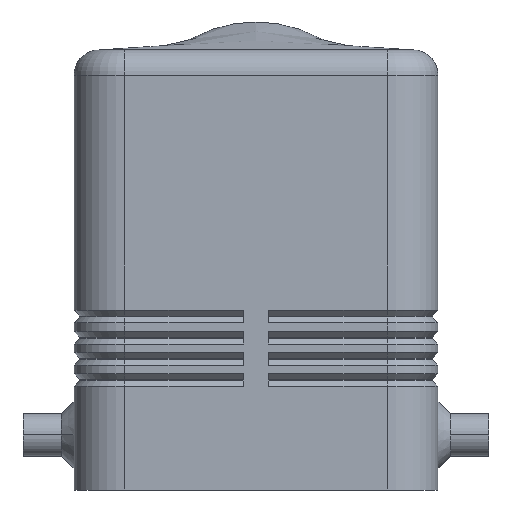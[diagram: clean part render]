
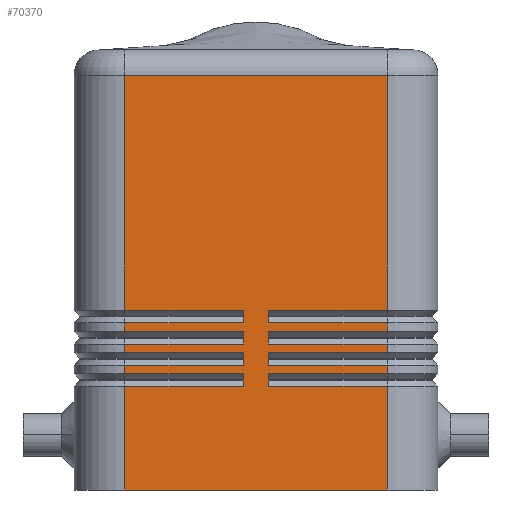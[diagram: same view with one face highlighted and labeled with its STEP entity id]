
A CAD part, left-side view. The second image highlights one B-rep face of the part: STEP entity #70370.
In plain terms, the highlighted planar face has unit normal (-1, 0, 0).
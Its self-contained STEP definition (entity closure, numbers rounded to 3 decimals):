
#1530=CARTESIAN_POINT('',(-36.5,-15.5,13.75));
#1540=VERTEX_POINT('',#1530);
#1960=CARTESIAN_POINT('',(-36.5,-15.5,12.25));
#1970=DIRECTION('',(0.,0.,-1.));
#1980=VECTOR('',#1970,1.);
#1990=LINE('',#1960,#1980);
#2000=CARTESIAN_POINT('',(-36.5,-15.5,12.25));
#2010=VERTEX_POINT('',#2000);
#2020=CARTESIAN_POINT('',(-36.5,-15.5,0.));
#2030=VERTEX_POINT('',#2020);
#2040=EDGE_CURVE('',#2010,#2030,#1990,.T.);
#4900=CARTESIAN_POINT('',(-36.5,-15.5,16.25));
#4910=VERTEX_POINT('',#4900);
#5350=CARTESIAN_POINT('',(-36.5,-15.5,14.75));
#5360=DIRECTION('',(0.,0.,-1.));
#5370=VECTOR('',#5360,1.);
#5380=LINE('',#5350,#5370);
#5390=CARTESIAN_POINT('',(-36.5,-15.5,14.75));
#5400=VERTEX_POINT('',#5390);
#5410=EDGE_CURVE('',#5400,#1540,#5380,.T.);
#7440=CARTESIAN_POINT('',(-36.5,-15.5,18.75));
#7450=VERTEX_POINT('',#7440);
#7890=CARTESIAN_POINT('',(-36.5,-15.5,17.25));
#7900=DIRECTION('',(0.,0.,-1.));
#7910=VECTOR('',#7900,1.);
#7920=LINE('',#7890,#7910);
#7930=CARTESIAN_POINT('',(-36.5,-15.5,17.25));
#7940=VERTEX_POINT('',#7930);
#7950=EDGE_CURVE('',#7940,#4910,#7920,.T.);
#9450=CARTESIAN_POINT('',(-36.5,-15.5,49.));
#9460=DIRECTION('',(0.,0.,-1.));
#9470=VECTOR('',#9460,1.);
#9480=LINE('',#9450,#9470);
#9490=CARTESIAN_POINT('',(-36.5,-15.5,49.));
#9500=VERTEX_POINT('',#9490);
#9510=CARTESIAN_POINT('',(-36.5,-15.5,21.25));
#9520=VERTEX_POINT('',#9510);
#9530=EDGE_CURVE('',#9500,#9520,#9480,.T.);
#10720=CARTESIAN_POINT('',(-36.5,-15.5,19.75));
#10730=DIRECTION('',(0.,0.,-1.));
#10740=VECTOR('',#10730,1.);
#10750=LINE('',#10720,#10740);
#10760=CARTESIAN_POINT('',(-36.5,-15.5,19.75));
#10770=VERTEX_POINT('',#10760);
#10780=EDGE_CURVE('',#10770,#7450,#10750,.T.);
#12430=CARTESIAN_POINT('',(-36.5,15.5,13.75));
#12440=VERTEX_POINT('',#12430);
#13750=CARTESIAN_POINT('',(-36.5,15.5,0.));
#13760=DIRECTION('',(0.,0.,1.));
#13770=VECTOR('',#13760,1.);
#13780=LINE('',#13750,#13770);
#13790=CARTESIAN_POINT('',(-36.5,15.5,0.));
#13800=VERTEX_POINT('',#13790);
#13810=CARTESIAN_POINT('',(-36.5,15.5,12.25));
#13820=VERTEX_POINT('',#13810);
#13830=EDGE_CURVE('',#13800,#13820,#13780,.T.);
#16970=CARTESIAN_POINT('',(-36.5,15.5,18.75));
#16980=DIRECTION('',(0.,0.,1.));
#16990=VECTOR('',#16980,1.);
#17000=LINE('',#16970,#16990);
#17010=CARTESIAN_POINT('',(-36.5,15.5,18.75));
#17020=VERTEX_POINT('',#17010);
#17030=CARTESIAN_POINT('',(-36.5,15.5,19.75));
#17040=VERTEX_POINT('',#17030);
#17050=EDGE_CURVE('',#17020,#17040,#17000,.T.);
#17460=CARTESIAN_POINT('',(-36.5,15.5,21.25));
#17470=DIRECTION('',(0.,0.,1.));
#17480=VECTOR('',#17470,1.);
#17490=LINE('',#17460,#17480);
#17500=CARTESIAN_POINT('',(-36.5,15.5,21.25));
#17510=VERTEX_POINT('',#17500);
#17520=CARTESIAN_POINT('',(-36.5,15.5,49.));
#17530=VERTEX_POINT('',#17520);
#17540=EDGE_CURVE('',#17510,#17530,#17490,.T.);
#17950=CARTESIAN_POINT('',(-36.5,15.5,16.25));
#17960=DIRECTION('',(0.,0.,1.));
#17970=VECTOR('',#17960,1.);
#17980=LINE('',#17950,#17970);
#17990=CARTESIAN_POINT('',(-36.5,15.5,16.25));
#18000=VERTEX_POINT('',#17990);
#18010=CARTESIAN_POINT('',(-36.5,15.5,17.25));
#18020=VERTEX_POINT('',#18010);
#18030=EDGE_CURVE('',#18000,#18020,#17980,.T.);
#19220=CARTESIAN_POINT('',(-36.5,15.5,13.75));
#19230=DIRECTION('',(0.,0.,1.));
#19240=VECTOR('',#19230,1.);
#19250=LINE('',#19220,#19240);
#19260=CARTESIAN_POINT('',(-36.5,15.5,14.75));
#19270=VERTEX_POINT('',#19260);
#19280=EDGE_CURVE('',#12440,#19270,#19250,.T.);
#27270=CARTESIAN_POINT('',(-36.5,15.5,49.));
#27280=DIRECTION('',(0.,-1.,0.));
#27290=VECTOR('',#27280,1.);
#27300=LINE('',#27270,#27290);
#27310=EDGE_CURVE('',#17530,#9500,#27300,.T.);
#32570=CARTESIAN_POINT('',(-36.5,-1.5,12.25));
#32580=VERTEX_POINT('',#32570);
#32610=CARTESIAN_POINT('',(-36.5,-1.5,0.));
#32620=DIRECTION('',(-0.,-0.,-1.));
#32630=VECTOR('',#32620,1.);
#32640=LINE('',#32610,#32630);
#32650=CARTESIAN_POINT('',(-36.5,-1.5,13.75));
#32660=VERTEX_POINT('',#32650);
#32670=EDGE_CURVE('',#32660,#32580,#32640,.T.);
#58590=CARTESIAN_POINT('',(-36.5,1.5,19.75));
#58600=VERTEX_POINT('',#58590);
#58630=CARTESIAN_POINT('',(-36.5,0.,19.75));
#58640=DIRECTION('',(-0.,-1.,0.));
#58650=VECTOR('',#58640,1.);
#58660=LINE('',#58630,#58650);
#58670=EDGE_CURVE('',#17040,#58600,#58660,.T.);
#61790=CARTESIAN_POINT('',(-36.5,0.,21.25));
#61800=DIRECTION('',(0.,1.,0.));
#61810=VECTOR('',#61800,1.);
#61820=LINE('',#61790,#61810);
#61830=CARTESIAN_POINT('',(-36.5,1.5,21.25));
#61840=VERTEX_POINT('',#61830);
#61850=EDGE_CURVE('',#61840,#17510,#61820,.T.);
#62290=CARTESIAN_POINT('',(-36.5,1.5,17.25));
#62300=VERTEX_POINT('',#62290);
#62330=CARTESIAN_POINT('',(-36.5,0.,17.25));
#62340=DIRECTION('',(-0.,-1.,0.));
#62350=VECTOR('',#62340,1.);
#62360=LINE('',#62330,#62350);
#62370=EDGE_CURVE('',#18020,#62300,#62360,.T.);
#66000=CARTESIAN_POINT('',(-36.5,0.,18.75));
#66010=DIRECTION('',(0.,1.,0.));
#66020=VECTOR('',#66010,1.);
#66030=LINE('',#66000,#66020);
#66040=CARTESIAN_POINT('',(-36.5,1.5,18.75));
#66050=VERTEX_POINT('',#66040);
#66060=EDGE_CURVE('',#66050,#17020,#66030,.T.);
#66970=CARTESIAN_POINT('',(-36.5,1.5,14.75));
#66980=VERTEX_POINT('',#66970);
#67010=CARTESIAN_POINT('',(-36.5,0.,14.75));
#67020=DIRECTION('',(-0.,-1.,0.));
#67030=VECTOR('',#67020,1.);
#67040=LINE('',#67010,#67030);
#67050=EDGE_CURVE('',#19270,#66980,#67040,.T.);
#68810=CARTESIAN_POINT('',(-36.5,-18.6,-4.9));
#68820=DIRECTION('',(-1.,0.,0.));
#68830=DIRECTION('',(0.,1.,0.));
#68840=AXIS2_PLACEMENT_3D('',#68810,#68820,#68830);
#68850=PLANE('',#68840);
#68860=ORIENTED_EDGE('',*,*,#9530,.F.);
#68870=CARTESIAN_POINT('',(-36.5,0.,21.25));
#68880=DIRECTION('',(-0.,1.,0.));
#68890=VECTOR('',#68880,1.);
#68900=LINE('',#68870,#68890);
#68910=CARTESIAN_POINT('',(-36.5,-1.5,21.25));
#68920=VERTEX_POINT('',#68910);
#68930=EDGE_CURVE('',#9520,#68920,#68900,.T.);
#68940=ORIENTED_EDGE('',*,*,#68930,.F.);
#68950=CARTESIAN_POINT('',(-36.5,-1.5,0.));
#68960=DIRECTION('',(-0.,-0.,-1.));
#68970=VECTOR('',#68960,1.);
#68980=LINE('',#68950,#68970);
#68990=CARTESIAN_POINT('',(-36.5,-1.5,19.75));
#69000=VERTEX_POINT('',#68990);
#69010=EDGE_CURVE('',#68920,#69000,#68980,.T.);
#69020=ORIENTED_EDGE('',*,*,#69010,.F.);
#69030=CARTESIAN_POINT('',(-36.5,0.,19.75));
#69040=DIRECTION('',(-0.,-1.,0.));
#69050=VECTOR('',#69040,1.);
#69060=LINE('',#69030,#69050);
#69070=EDGE_CURVE('',#69000,#10770,#69060,.T.);
#69080=ORIENTED_EDGE('',*,*,#69070,.F.);
#69090=ORIENTED_EDGE('',*,*,#10780,.F.);
#69100=CARTESIAN_POINT('',(-36.5,0.,18.75));
#69110=DIRECTION('',(-0.,1.,0.));
#69120=VECTOR('',#69110,1.);
#69130=LINE('',#69100,#69120);
#69140=CARTESIAN_POINT('',(-36.5,-1.5,18.75));
#69150=VERTEX_POINT('',#69140);
#69160=EDGE_CURVE('',#7450,#69150,#69130,.T.);
#69170=ORIENTED_EDGE('',*,*,#69160,.F.);
#69180=CARTESIAN_POINT('',(-36.5,-1.5,0.));
#69190=DIRECTION('',(-0.,-0.,-1.));
#69200=VECTOR('',#69190,1.);
#69210=LINE('',#69180,#69200);
#69220=CARTESIAN_POINT('',(-36.5,-1.5,17.25));
#69230=VERTEX_POINT('',#69220);
#69240=EDGE_CURVE('',#69150,#69230,#69210,.T.);
#69250=ORIENTED_EDGE('',*,*,#69240,.F.);
#69260=CARTESIAN_POINT('',(-36.5,0.,17.25));
#69270=DIRECTION('',(-0.,-1.,0.));
#69280=VECTOR('',#69270,1.);
#69290=LINE('',#69260,#69280);
#69300=EDGE_CURVE('',#69230,#7940,#69290,.T.);
#69310=ORIENTED_EDGE('',*,*,#69300,.F.);
#69320=ORIENTED_EDGE('',*,*,#7950,.F.);
#69330=CARTESIAN_POINT('',(-36.5,0.,16.25));
#69340=DIRECTION('',(-0.,1.,0.));
#69350=VECTOR('',#69340,1.);
#69360=LINE('',#69330,#69350);
#69370=CARTESIAN_POINT('',(-36.5,-1.5,16.25));
#69380=VERTEX_POINT('',#69370);
#69390=EDGE_CURVE('',#4910,#69380,#69360,.T.);
#69400=ORIENTED_EDGE('',*,*,#69390,.F.);
#69410=CARTESIAN_POINT('',(-36.5,-1.5,0.));
#69420=DIRECTION('',(-0.,-0.,-1.));
#69430=VECTOR('',#69420,1.);
#69440=LINE('',#69410,#69430);
#69450=CARTESIAN_POINT('',(-36.5,-1.5,14.75));
#69460=VERTEX_POINT('',#69450);
#69470=EDGE_CURVE('',#69380,#69460,#69440,.T.);
#69480=ORIENTED_EDGE('',*,*,#69470,.F.);
#69490=CARTESIAN_POINT('',(-36.5,0.,14.75));
#69500=DIRECTION('',(-0.,-1.,0.));
#69510=VECTOR('',#69500,1.);
#69520=LINE('',#69490,#69510);
#69530=EDGE_CURVE('',#69460,#5400,#69520,.T.);
#69540=ORIENTED_EDGE('',*,*,#69530,.F.);
#69550=ORIENTED_EDGE('',*,*,#5410,.F.);
#69560=CARTESIAN_POINT('',(-36.5,0.,13.75));
#69570=DIRECTION('',(-0.,1.,0.));
#69580=VECTOR('',#69570,1.);
#69590=LINE('',#69560,#69580);
#69600=EDGE_CURVE('',#1540,#32660,#69590,.T.);
#69610=ORIENTED_EDGE('',*,*,#69600,.F.);
#69620=ORIENTED_EDGE('',*,*,#32670,.F.);
#69630=CARTESIAN_POINT('',(-36.5,0.,12.25));
#69640=DIRECTION('',(-0.,-1.,0.));
#69650=VECTOR('',#69640,1.);
#69660=LINE('',#69630,#69650);
#69670=EDGE_CURVE('',#32580,#2010,#69660,.T.);
#69680=ORIENTED_EDGE('',*,*,#69670,.F.);
#69690=ORIENTED_EDGE('',*,*,#2040,.F.);
#69700=CARTESIAN_POINT('',(-36.5,0.,-0.));
#69710=DIRECTION('',(-0.,1.,0.));
#69720=VECTOR('',#69710,1.);
#69730=LINE('',#69700,#69720);
#69740=EDGE_CURVE('',#2030,#13800,#69730,.T.);
#69750=ORIENTED_EDGE('',*,*,#69740,.F.);
#69760=ORIENTED_EDGE('',*,*,#13830,.F.);
#69770=CARTESIAN_POINT('',(-36.5,0.,12.25));
#69780=DIRECTION('',(-0.,-1.,0.));
#69790=VECTOR('',#69780,1.);
#69800=LINE('',#69770,#69790);
#69810=CARTESIAN_POINT('',(-36.5,1.5,12.25));
#69820=VERTEX_POINT('',#69810);
#69830=EDGE_CURVE('',#13820,#69820,#69800,.T.);
#69840=ORIENTED_EDGE('',*,*,#69830,.F.);
#69850=CARTESIAN_POINT('',(-36.5,1.5,0.));
#69860=DIRECTION('',(-0.,-0.,1.));
#69870=VECTOR('',#69860,1.);
#69880=LINE('',#69850,#69870);
#69890=CARTESIAN_POINT('',(-36.5,1.5,13.75));
#69900=VERTEX_POINT('',#69890);
#69910=EDGE_CURVE('',#69820,#69900,#69880,.T.);
#69920=ORIENTED_EDGE('',*,*,#69910,.F.);
#69930=CARTESIAN_POINT('',(-36.5,0.,13.75));
#69940=DIRECTION('',(-0.,1.,0.));
#69950=VECTOR('',#69940,1.);
#69960=LINE('',#69930,#69950);
#69970=EDGE_CURVE('',#69900,#12440,#69960,.T.);
#69980=ORIENTED_EDGE('',*,*,#69970,.F.);
#69990=ORIENTED_EDGE('',*,*,#19280,.F.);
#70000=ORIENTED_EDGE('',*,*,#67050,.F.);
#70010=CARTESIAN_POINT('',(-36.5,1.5,0.));
#70020=DIRECTION('',(-0.,-0.,1.));
#70030=VECTOR('',#70020,1.);
#70040=LINE('',#70010,#70030);
#70050=CARTESIAN_POINT('',(-36.5,1.5,16.25));
#70060=VERTEX_POINT('',#70050);
#70070=EDGE_CURVE('',#66980,#70060,#70040,.T.);
#70080=ORIENTED_EDGE('',*,*,#70070,.F.);
#70090=CARTESIAN_POINT('',(-36.5,0.,16.25));
#70100=DIRECTION('',(-0.,1.,0.));
#70110=VECTOR('',#70100,1.);
#70120=LINE('',#70090,#70110);
#70130=EDGE_CURVE('',#70060,#18000,#70120,.T.);
#70140=ORIENTED_EDGE('',*,*,#70130,.F.);
#70150=ORIENTED_EDGE('',*,*,#18030,.F.);
#70160=ORIENTED_EDGE('',*,*,#62370,.F.);
#70170=CARTESIAN_POINT('',(-36.5,1.5,0.));
#70180=DIRECTION('',(-0.,-0.,1.));
#70190=VECTOR('',#70180,1.);
#70200=LINE('',#70170,#70190);
#70210=EDGE_CURVE('',#62300,#66050,#70200,.T.);
#70220=ORIENTED_EDGE('',*,*,#70210,.F.);
#70230=ORIENTED_EDGE('',*,*,#66060,.F.);
#70240=ORIENTED_EDGE('',*,*,#17050,.F.);
#70250=ORIENTED_EDGE('',*,*,#58670,.F.);
#70260=CARTESIAN_POINT('',(-36.5,1.5,0.));
#70270=DIRECTION('',(-0.,-0.,1.));
#70280=VECTOR('',#70270,1.);
#70290=LINE('',#70260,#70280);
#70300=EDGE_CURVE('',#58600,#61840,#70290,.T.);
#70310=ORIENTED_EDGE('',*,*,#70300,.F.);
#70320=ORIENTED_EDGE('',*,*,#61850,.F.);
#70330=ORIENTED_EDGE('',*,*,#17540,.F.);
#70340=ORIENTED_EDGE('',*,*,#27310,.F.);
#70350=EDGE_LOOP('',(#70340,#70330,#70320,#70310,#70250,#70240,#70230,
#70220,#70160,#70150,#70140,#70080,#70000,#69990,#69980,#69920,#69840,
#69760,#69750,#69690,#69680,#69620,#69610,#69550,#69540,#69480,#69400,
#69320,#69310,#69250,#69170,#69090,#69080,#69020,#68940,#68860));
#70360=FACE_OUTER_BOUND('',#70350,.T.);
#70370=ADVANCED_FACE('',(#70360),#68850,.T.);
